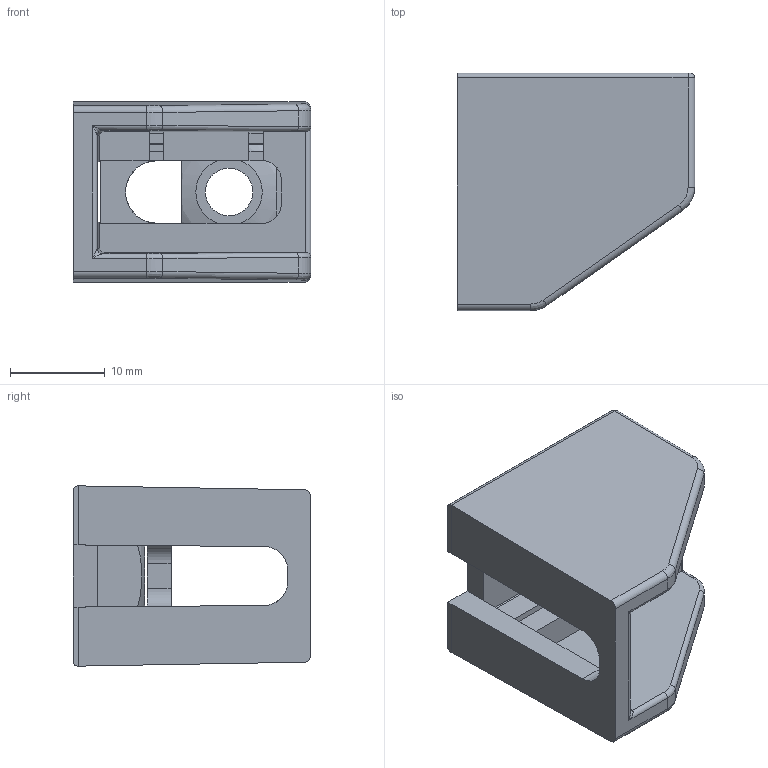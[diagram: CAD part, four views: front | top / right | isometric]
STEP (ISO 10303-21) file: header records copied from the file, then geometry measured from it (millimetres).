
FILE_DESCRIPTION(/* description */ (''),/* implementation_level */ '2;1');
FILE_NAME(/* name */ '13483_KriTec_Befestigungsblock_anschraubbar_schwarz.stp',/* time_stamp */ '2014-08-14T13:48:18+02:00',/* author */ ('kostic'),/* organization */ (''),/* preprocessor_version */ 'ST-DEVELOPER v15.2',/* originating_system */ 'Autodesk Inventor 2014',/* authorisation */ '');
FILE_SCHEMA (('AUTOMOTIVE_DESIGN { 1 0 10303 214 3 1 1 }'));
Length unit declared in the file: millimetre
Products named in the file (3): 094010; 4din557m6ms01_4 DIN 557 m 6 m; 13483_KriTec_Befestigungsblock_anschraubbar_schwarz
Bounding box: 25 x 25 x 18.98 mm (x, y, z)
Volume: 4907.2 mm3; surface area: 4157.4 mm2
Topology: 2 solids, 2 shells, 128 faces, 334 edges, 201 vertices
Faces by surface type: plane 58, cylinder 47, bspline 15, torus 6, cone 2
Full cylindrical faces by diameter (mm): 2.1 x2, 5 x1
Entity records: 4330 total; most frequent: CARTESIAN_POINT 1209, ORIENTED_EDGE 646, DIRECTION 622, EDGE_CURVE 323, AXIS2_PLACEMENT_3D 208, LINE 206, VECTOR 206, VERTEX_POINT 199
